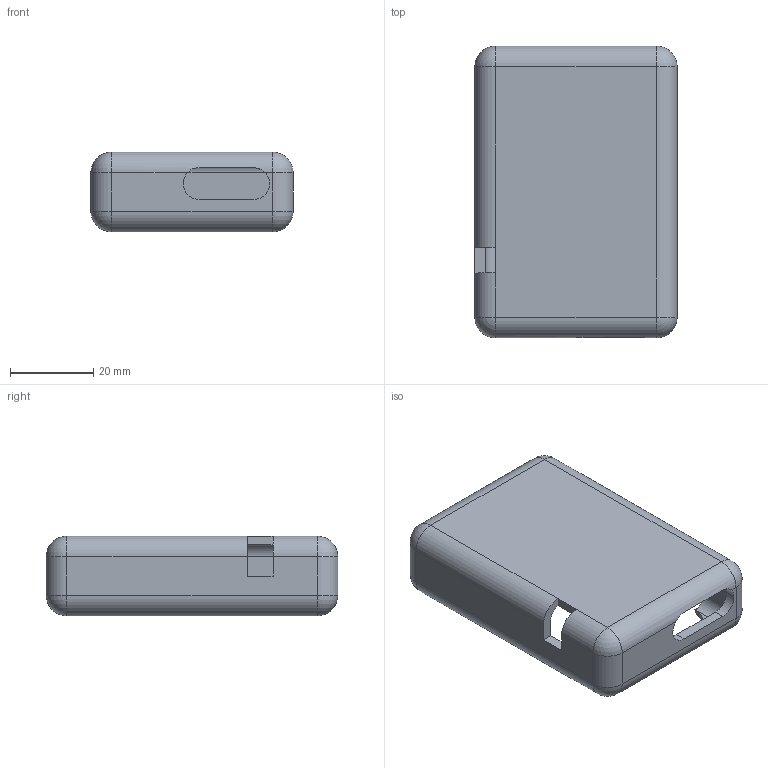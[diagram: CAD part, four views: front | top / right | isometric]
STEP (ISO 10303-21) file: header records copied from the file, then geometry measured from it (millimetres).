
FILE_DESCRIPTION(('FreeCAD Model'),'2;1');
FILE_NAME('Open CASCADE Shape Model','2025-01-12T16:29:17',('Author'),( ''),'Open CASCADE STEP processor 7.6','FreeCAD','Unknown');
FILE_SCHEMA(('AUTOMOTIVE_DESIGN { 1 0 10303 214 1 1 1 1 }'));
Length unit declared in the file: millimetre
Products named in the file (1): Body001
Bounding box: 48.75 x 70.25 x 19.2 mm (x, y, z)
Volume: 14527.3 mm3; surface area: 14135.3 mm2
Topology: 1 solids, 1 shells, 87 faces, 230 edges, 123 vertices
Faces by surface type: cylinder 37, plane 32, sphere 16, torus 2
Entity records: 2612 total; most frequent: CARTESIAN_POINT 496, DIRECTION 466, ORIENTED_EDGE 428, EDGE_CURVE 214, AXIS2_PLACEMENT_3D 169, LINE 128, VECTOR 128, VERTEX_POINT 123
